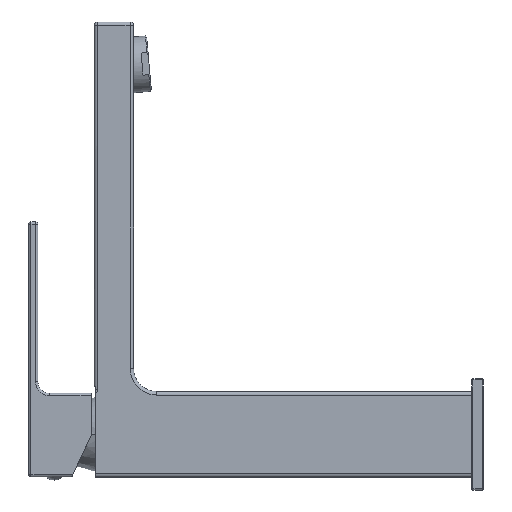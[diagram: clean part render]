
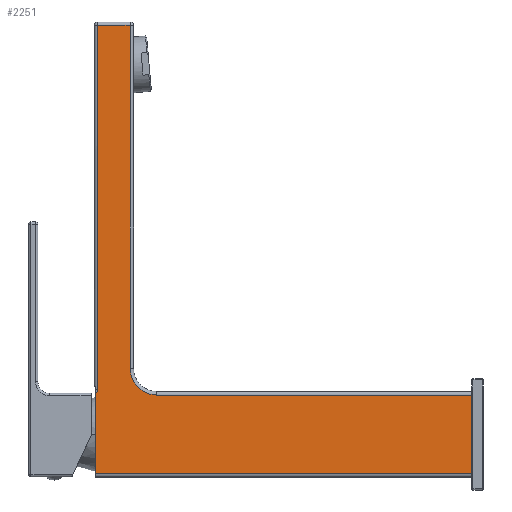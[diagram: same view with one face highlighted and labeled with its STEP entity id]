
A CAD part, left-side view. The second image highlights one B-rep face of the part: STEP entity #2251.
In plain terms, the highlighted planar face has unit normal (-1, 0, 0).
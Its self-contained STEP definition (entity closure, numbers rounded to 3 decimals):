
#568=DIRECTION('',(0.,0.,1.));
#569=VECTOR('',#568,34.);
#570=CARTESIAN_POINT('',(-18.5,1.5,-17.));
#571=LINE('',#570,#569);
#572=DIRECTION('',(0.,-1.,0.));
#573=VECTOR('',#572,162.5);
#574=CARTESIAN_POINT('',(-18.5,164.,-17.));
#575=LINE('',#574,#573);
#576=DIRECTION('',(0.,0.,1.));
#577=VECTOR('',#576,34.634);
#578=CARTESIAN_POINT('',(-18.5,164.,-17.));
#579=LINE('',#578,#577);
#580=CARTESIAN_POINT('',(-18.5,165.,19.366));
#581=DIRECTION('',(1.,0.,0.));
#582=DIRECTION('',(0.,-1.,0.));
#583=AXIS2_PLACEMENT_3D('',#580,#581,#582);
#585=DIRECTION('',(0.,0.,-1.));
#586=VECTOR('',#585,157.134);
#587=CARTESIAN_POINT('',(-18.5,163.,176.5));
#588=LINE('',#587,#586);
#589=DIRECTION('',(0.,1.,0.));
#590=VECTOR('',#589,14.);
#591=CARTESIAN_POINT('',(-18.5,149.,176.5));
#592=LINE('',#591,#590);
#593=DIRECTION('',(0.,0.,1.));
#594=VECTOR('',#593,148.);
#595=CARTESIAN_POINT('',(-18.5,149.,28.5));
#596=LINE('',#595,#594);
#597=CARTESIAN_POINT('',(-18.5,137.5,28.5));
#598=DIRECTION('',(1.,0.,0.));
#599=DIRECTION('',(0.,0.,-1.));
#600=AXIS2_PLACEMENT_3D('',#597,#598,#599);
#602=DIRECTION('',(0.,1.,0.));
#603=VECTOR('',#602,136.);
#604=CARTESIAN_POINT('',(-18.5,1.5,17.));
#605=LINE('',#604,#603);
#1201=CARTESIAN_POINT('',(-18.5,137.5,17.));
#1202=CARTESIAN_POINT('',(-18.5,149.,28.5));
#1203=VERTEX_POINT('',#1201);
#1204=VERTEX_POINT('',#1202);
#1209=CARTESIAN_POINT('',(-18.5,149.,176.5));
#1210=VERTEX_POINT('',#1209);
#1215=CARTESIAN_POINT('',(-18.5,163.,176.5));
#1216=VERTEX_POINT('',#1215);
#1221=CARTESIAN_POINT('',(-18.5,163.,19.366));
#1222=VERTEX_POINT('',#1221);
#1223=CARTESIAN_POINT('',(-18.5,164.,-17.));
#1224=CARTESIAN_POINT('',(-18.5,164.,17.634));
#1225=VERTEX_POINT('',#1223);
#1226=VERTEX_POINT('',#1224);
#1367=CARTESIAN_POINT('',(-18.5,1.5,-17.));
#1368=CARTESIAN_POINT('',(-18.5,1.5,17.));
#1369=VERTEX_POINT('',#1367);
#1370=VERTEX_POINT('',#1368);
#2227=CARTESIAN_POINT('',(-18.5,0.,0.));
#2228=DIRECTION('',(1.,0.,0.));
#2229=DIRECTION('',(0.,0.,-1.));
#2230=AXIS2_PLACEMENT_3D('',#2227,#2228,#2229);
#2231=PLANE('',#2230);
#2232=ORIENTED_EDGE('',*,*,#1691,.F.);
#2234=ORIENTED_EDGE('',*,*,#2233,.F.);
#2236=ORIENTED_EDGE('',*,*,#2235,.T.);
#2238=ORIENTED_EDGE('',*,*,#2237,.F.);
#2240=ORIENTED_EDGE('',*,*,#2239,.F.);
#2242=ORIENTED_EDGE('',*,*,#2241,.F.);
#2244=ORIENTED_EDGE('',*,*,#2243,.F.);
#2246=ORIENTED_EDGE('',*,*,#2245,.F.);
#2248=ORIENTED_EDGE('',*,*,#2247,.F.);
#2249=EDGE_LOOP('',(#2232,#2234,#2236,#2238,#2240,#2242,#2244,#2246,#2248));
#2250=FACE_OUTER_BOUND('',#2249,.F.);
#2251=ADVANCED_FACE('',(#2250),#2231,.F.);
#584=CIRCLE('',#583,2.);
#601=CIRCLE('',#600,11.5);
#1691=EDGE_CURVE('',#1369,#1370,#571,.T.);
#2233=EDGE_CURVE('',#1225,#1369,#575,.T.);
#2235=EDGE_CURVE('',#1225,#1226,#579,.T.);
#2237=EDGE_CURVE('',#1222,#1226,#584,.T.);
#2239=EDGE_CURVE('',#1216,#1222,#588,.T.);
#2241=EDGE_CURVE('',#1210,#1216,#592,.T.);
#2243=EDGE_CURVE('',#1204,#1210,#596,.T.);
#2245=EDGE_CURVE('',#1203,#1204,#601,.T.);
#2247=EDGE_CURVE('',#1370,#1203,#605,.T.);
